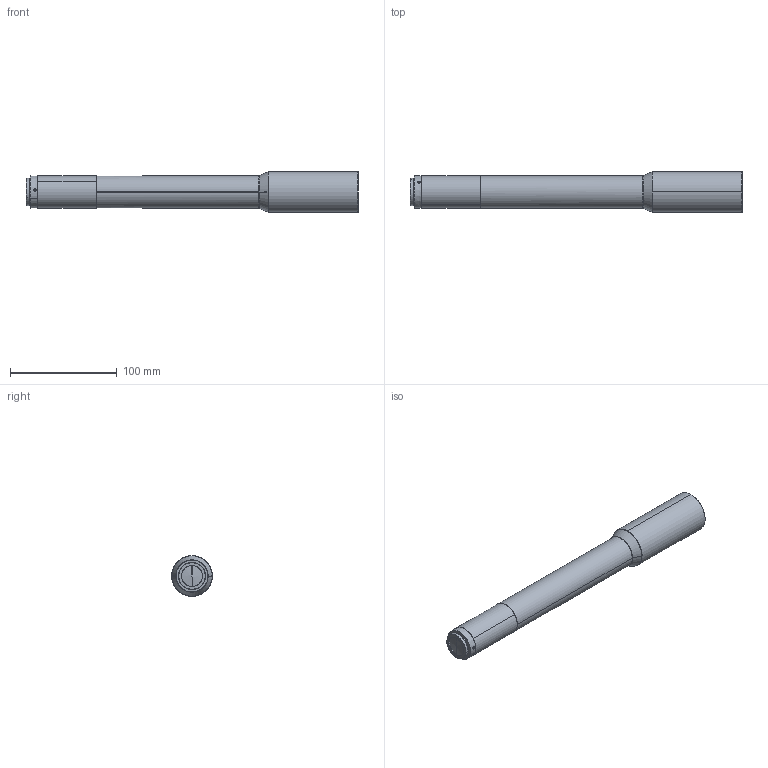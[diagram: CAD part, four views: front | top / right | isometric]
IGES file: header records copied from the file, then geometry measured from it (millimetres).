
Start section: SolidWorks IGES file using analytic representation for surfaces
Global section: file name: WH05-515A-110.IGS,; native system: SolidWorks 2017; preprocessor: SolidWorks 2017; author: frank; date: 201207.091753; units: millimetre
Bounding box: 310.51 x 38 x 38 mm (x, y, z)
Surface area: 33549.5 mm2 (no closed solid volume)
Topology: 0 solids, 0 shells, 51 faces, 1076 edges, 1072 vertices
Faces by surface type: revolution 41, bspline 10
